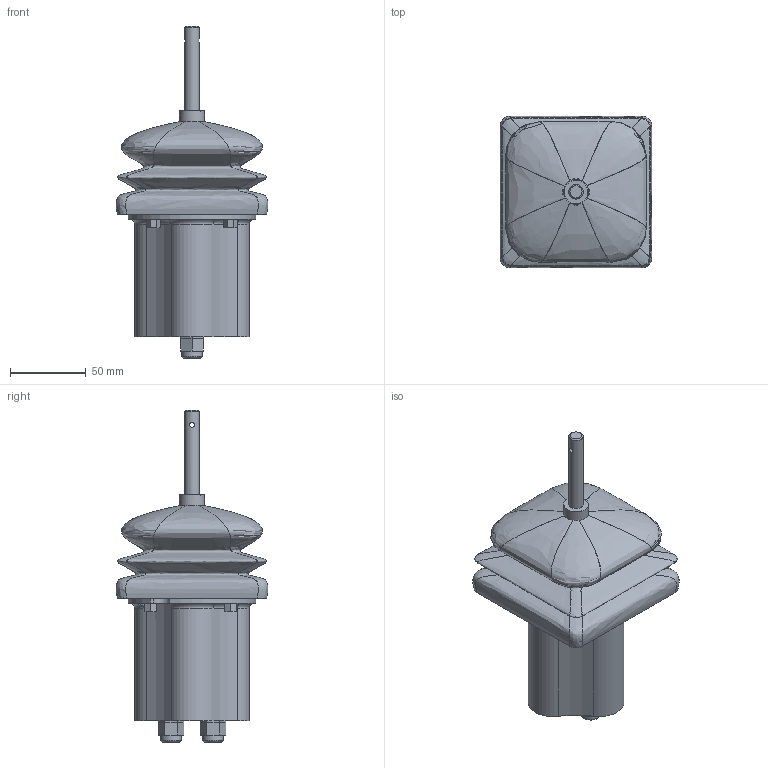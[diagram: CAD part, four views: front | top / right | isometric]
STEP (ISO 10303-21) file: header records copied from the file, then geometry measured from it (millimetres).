
FILE_DESCRIPTION((''),'2;1');
FILE_NAME('otto_JH_3d_drawing.stp','2014-01-09T16:15:45',('JGraham'),(''),'Autodesk Inventor 2012','Autodesk Inventor 2012','');
FILE_SCHEMA(('AUTOMOTIVE_DESIGN { 1 0 10303 214 1 1 1 1 }'));
Length unit declared in the file: inch
Products named in the file (8): otto_JH_3d_drawing; JH-0029 BASE; JH-0029 PIN; JH-0029 KNUCKLE BASE; JH-0029 AXIS; JH-0029 KNUCKLE; JH-0029 JOYSTICK BASE POLE; JH-0029 BELLOWS 2
Assembly tree (12 placements, depth 2):
  otto_JH_3d_drawing
    JH-0029 BASE
    JH-0029 PIN  x4
    JH-0029 KNUCKLE BASE  x2
    JH-0029 AXIS  x2
    JH-0029 KNUCKLE
    JH-0029 JOYSTICK BASE POLE
    JH-0029 BELLOWS 2
Bounding box: 100.07 x 100.07 x 218.87 mm (x, y, z)
Volume: 423010.1 mm3; surface area: 137395.1 mm2
Topology: 12 solids, 12 shells, 387 faces, 960 edges, 628 vertices
Faces by surface type: plane 224, cylinder 119, bspline 24, torus 11, cone 5, sphere 4
Full cylindrical faces by diameter (mm): 3.2 x1, 3.505 x4, 5.08 x2, 6.35 x8, 7.62 x10, 9.5 x1, 9.525 x1, 13.462 x2, 15.494 x1, 16.51 x1, 19.05 x2, 25.4 x1, 50.8 x1
Entity records: 17155 total; most frequent: CARTESIAN_POINT 8257, DIRECTION 1767, ORIENTED_EDGE 1718, EDGE_CURVE 859, AXIS2_PLACEMENT_3D 636, VERTEX_POINT 584, VECTOR 495, LINE 495
